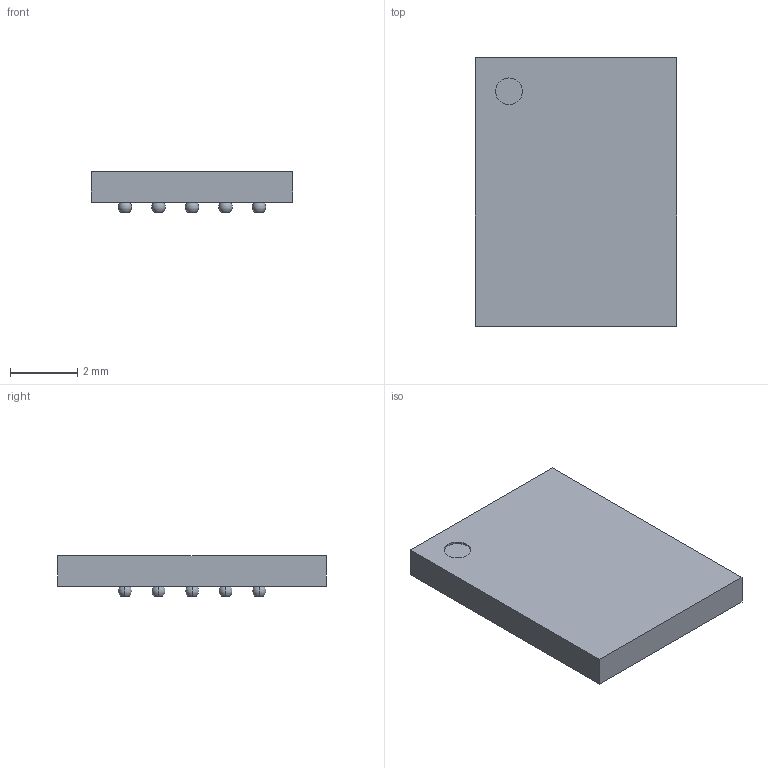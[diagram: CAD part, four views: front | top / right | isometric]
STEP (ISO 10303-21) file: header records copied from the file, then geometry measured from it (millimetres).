
FILE_DESCRIPTION((''),'2;1');
FILE_NAME('BGA24C100P5X5_600X800X120.stp','2015-01-21T16:55:28',(''),(''),'Mechanical Desktop 2011','Mechanical Desktop 2011',', , ');
FILE_SCHEMA(('AUTOMOTIVE_DESIGN { 1 2 10303 214 1 1 1 1 }'));
Length unit declared in the file: millimetre
Products named in the file (1): Product
Bounding box: 6 x 8 x 1.2 mm (x, y, z)
Volume: 43.9 mm3; surface area: 133 mm2
Topology: 25 solids, 25 shells, 105 faces, 210 edges, 156 vertices
Faces by surface type: plane 55, sphere 48, cylinder 2
Entity records: 2952 total; most frequent: DIRECTION 618, CARTESIAN_POINT 472, ORIENTED_EDGE 420, AXIS2_PLACEMENT_3D 302, EDGE_CURVE 210, CIRCLE 196, VERTEX_POINT 156, EDGE_LOOP 106
